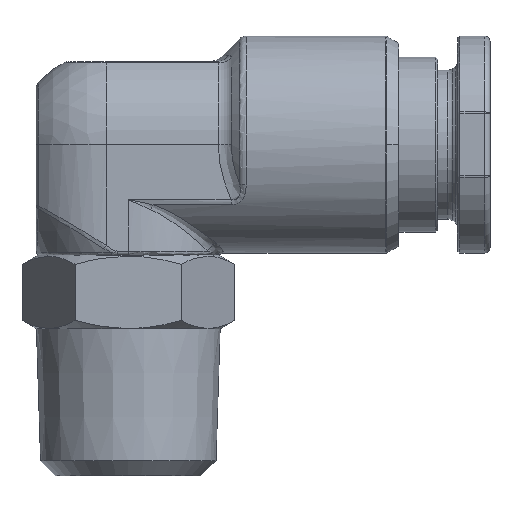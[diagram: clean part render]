
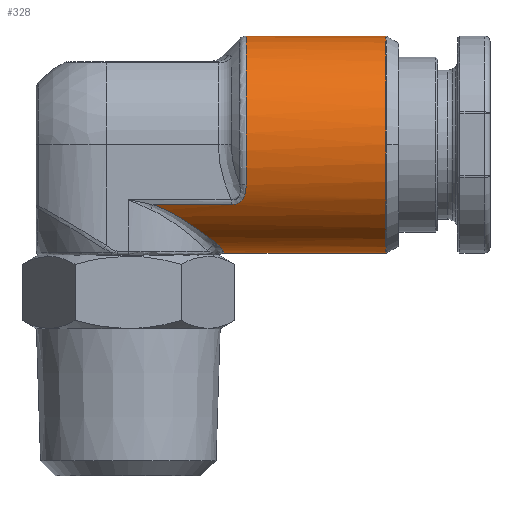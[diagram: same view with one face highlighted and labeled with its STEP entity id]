
A CAD part, front view. The second image highlights one B-rep face of the part: STEP entity #328.
In plain terms, the highlighted cylindrical face has radius 5.9 mm (diameter 11.8 mm), a partial arc.
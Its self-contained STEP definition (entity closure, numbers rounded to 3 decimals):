
#104=CYLINDRICAL_SURFACE('',#2674,5.9);
#187=CIRCLE('',#2626,5.9);
#215=CIRCLE('',#2675,5.9);
#328=ADVANCED_FACE('SSPL6-01_',(#441),#104,.T.);
#441=FACE_OUTER_BOUND('',#1662,.T.);
#493=VECTOR('',#2711,4.244);
#509=VECTOR('',#2711,7.573);
#510=VECTOR('',#2711,8.793);
#556=LINE('',#2240,#493);
#572=LINE('',#2477,#509);
#573=LINE('',#2478,#510);
#1014=ORIENTED_EDGE('',*,*,#1315,.T.);
#1015=ORIENTED_EDGE('',*,*,#1264,.T.);
#1016=ORIENTED_EDGE('',*,*,#1258,.T.);
#1017=ORIENTED_EDGE('',*,*,#1256,.T.);
#1018=ORIENTED_EDGE('',*,*,#1269,.T.);
#1019=ORIENTED_EDGE('',*,*,#1271,.T.);
#1020=ORIENTED_EDGE('',*,*,#1274,.T.);
#1021=ORIENTED_EDGE('',*,*,#1316,.F.);
#1022=ORIENTED_EDGE('',*,*,#1317,.T.);
#1256=EDGE_CURVE('58',#1518,#1517,#556,.T.);
#1258=EDGE_CURVE('65',#1519,#1518,#1404,.T.);
#1264=EDGE_CURVE('240',#1523,#1519,#187,.T.);
#1269=EDGE_CURVE('59',#1517,#1524,#1407,.T.);
#1271=EDGE_CURVE('60',#1524,#1525,#1408,.T.);
#1274=EDGE_CURVE('206',#1525,#1527,#1410,.T.);
#1315=EDGE_CURVE('241',#1547,#1523,#572,.T.);
#1316=EDGE_CURVE('203',#1548,#1527,#573,.T.);
#1317=EDGE_CURVE('205',#1548,#1547,#215,.T.);
#1404=B_SPLINE_CURVE_WITH_KNOTS('',3,(#2243,#2266,#2267,#2268,#2269,#2240),.UNSPECIFIED.,.F.,.U.,(4,1,1,4),(0.,0.498,0.749,1.),.UNSPECIFIED.);
#1407=B_SPLINE_CURVE_WITH_KNOTS('',3,(#2237,#2344,#2345,#2346,#2338),.UNSPECIFIED.,.F.,.U.,(4,1,4),(0.,0.501,1.),.UNSPECIFIED.);
#1408=B_SPLINE_CURVE_WITH_KNOTS('',3,(#2338,#2357,#2358,#2353),.UNSPECIFIED.,.F.,.U.,(4,4),(0.,1.),.UNSPECIFIED.);
#1410=B_SPLINE_CURVE_WITH_KNOTS('',3,(#2353,#2388,#2389,#2385),.UNSPECIFIED.,.F.,.U.,(4,4),(0.,1.),.UNSPECIFIED.);
#1517=VERTEX_POINT('53',#2237);
#1518=VERTEX_POINT('52',#2240);
#1519=VERTEX_POINT('61',#2243);
#1523=VERTEX_POINT('143',#2279);
#1524=VERTEX_POINT('54',#2338);
#1525=VERTEX_POINT('55',#2353);
#1527=VERTEX_POINT('132',#2385);
#1547=VERTEX_POINT('51',#2477);
#1548=VERTEX_POINT('131',#2478);
#1662=EDGE_LOOP('',(#1014,#1015,#1016,#1017,#1018,#1019,#1020,#1021,#1022));
#2237=CARTESIAN_POINT('',(1.344,-4.917,14.739));
#2240=CARTESIAN_POINT('',(5.587,-4.917,14.739));
#2243=CARTESIAN_POINT('',(6.407,-5.479,15.812));
#2266=CARTESIAN_POINT('',(6.407,-5.379,15.56));
#2267=CARTESIAN_POINT('',(6.376,-5.188,15.171));
#2268=CARTESIAN_POINT('',(6.009,-4.955,14.795));
#2269=CARTESIAN_POINT('',(5.724,-4.917,14.739));
#2276=CARTESIAN_POINT('',(6.407,0.,18.));
#2279=CARTESIAN_POINT('',(6.407,0.,23.9));
#2338=CARTESIAN_POINT('',(4.789,-2.494,12.653));
#2344=CARTESIAN_POINT('',(2.078,-4.746,14.482));
#2345=CARTESIAN_POINT('',(3.387,-4.158,13.699));
#2346=CARTESIAN_POINT('',(4.403,-3.124,12.947));
#2353=CARTESIAN_POINT('',(5.168,-1.056,12.195));
#2357=CARTESIAN_POINT('',(5.04,-2.083,12.461));
#2358=CARTESIAN_POINT('',(5.149,-1.566,12.288));
#2385=CARTESIAN_POINT('',(5.187,0.,12.1));
#2388=CARTESIAN_POINT('',(5.181,-0.706,12.132));
#2389=CARTESIAN_POINT('',(5.187,-0.353,12.1));
#2476=CARTESIAN_POINT('',(13.98,0.,18.));
#2477=CARTESIAN_POINT('',(13.98,0.,23.9));
#2478=CARTESIAN_POINT('',(13.98,0.,12.1));
#2626=AXIS2_PLACEMENT_3D('',#2276,#2703,#2702);
#2674=AXIS2_PLACEMENT_3D('',#2476,#2711,#2705);
#2675=AXIS2_PLACEMENT_3D('',#2476,#2711,#2705);
#2702=DIRECTION('',(0.,0.,1.));
#2703=DIRECTION('',(1.,0.,0.));
#2705=DIRECTION('',(0.,0.,-1.));
#2711=DIRECTION('',(-1.,0.,0.));
